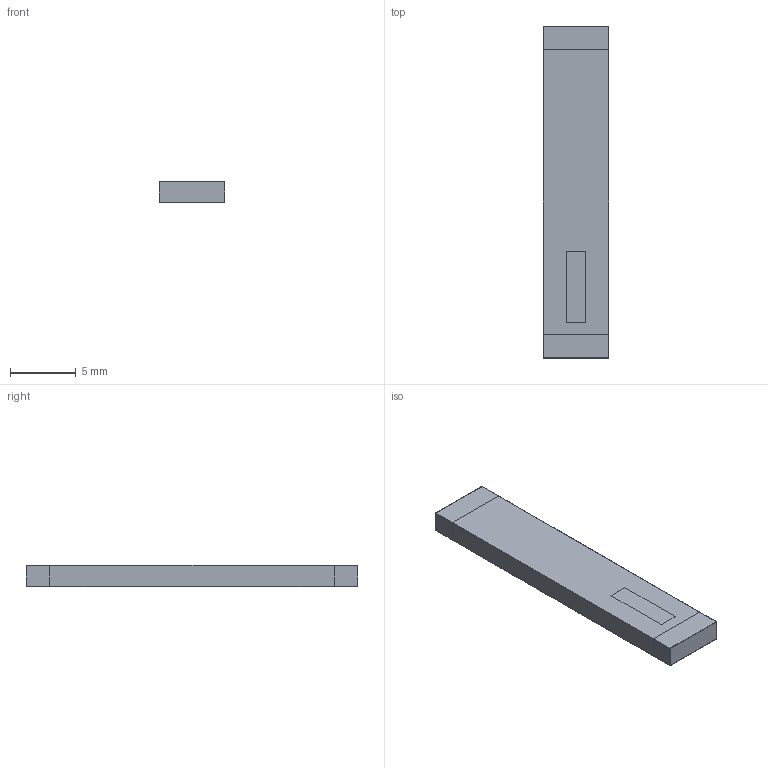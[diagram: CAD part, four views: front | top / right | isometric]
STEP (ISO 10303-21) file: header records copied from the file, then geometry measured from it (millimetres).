
FILE_DESCRIPTION(('FreeCAD Model'),'2;1');
FILE_NAME('User_Library_2450AT43B100E_cp002.step', '2018-07-15T17:44:38',('kicad StepUp'),('ksu MCAD'), 'Open CASCADE STEP processor 7.2','FreeCAD','Unknown');
FILE_SCHEMA(('AUTOMOTIVE_DESIGN { 1 0 10303 214 1 1 1 1 }'));
Length unit declared in the file: millimetre
Products named in the file (1): User_Library_2450AT43B100E_cp002
Bounding box: 5 x 25.2 x 1.6 mm (x, y, z)
Volume: 201.6 mm3; surface area: 445.5 mm2
Topology: 6 solids, 6 shells, 79 faces, 186 edges, 112 vertices
Faces by surface type: bspline 79
Entity records: 2623 total; most frequent: CARTESIAN_POINT 985, ORIENTED_EDGE 356, EDGE_CURVE 178, B_SPLINE_CURVE_WITH_KNOTS 122, VERTEX_POINT 112, FACE_BOUND 80, EDGE_LOOP 80, ADVANCED_FACE 79
